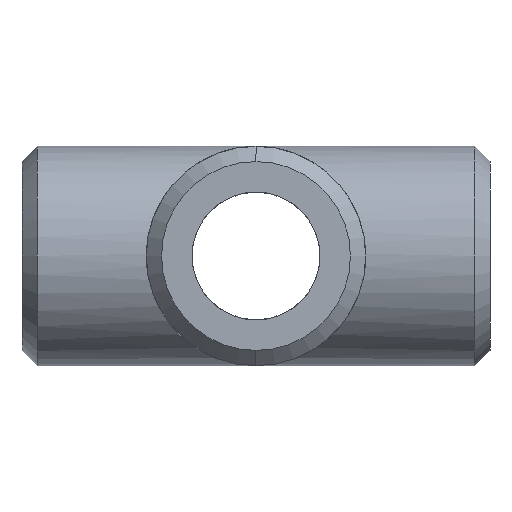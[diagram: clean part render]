
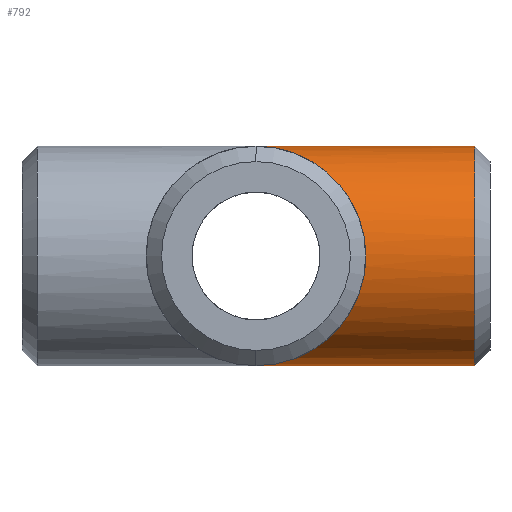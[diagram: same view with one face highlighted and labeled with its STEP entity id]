
A CAD part, left-side view. The second image highlights one B-rep face of the part: STEP entity #792.
In plain terms, the highlighted cylindrical face has radius 13.335 mm (diameter 26.67 mm), a partial arc.
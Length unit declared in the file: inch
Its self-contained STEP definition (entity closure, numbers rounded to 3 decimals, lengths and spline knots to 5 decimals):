
#2 = VECTOR ( 'NONE', #502, 39.37008 ) ;
#20 = FACE_OUTER_BOUND ( 'NONE', #515, .T. ) ;
#26 = CARTESIAN_POINT ( 'NONE',  ( 0., 0., -0.525 ) ) ;
#33 = EDGE_CURVE ( 'NONE', #673, #622, #255, .T. ) ;
#74 = CARTESIAN_POINT ( 'NONE',  ( -1.05, -1.05, 0.525 ) ) ;
#82 = CARTESIAN_POINT ( 'NONE',  ( 0., -1.047, 0.525 ) ) ;
#92 = DIRECTION ( 'NONE',  ( 0., 0., -1. ) ) ;
#111 = EDGE_CURVE ( 'NONE', #480, #673, #116, .T. ) ;
#116 = CIRCLE ( 'NONE', #730, 0.525 ) ;
#128 = CARTESIAN_POINT ( 'NONE',  ( 0., 0., 0.525 ) ) ;
#133 = VERTEX_POINT ( 'NONE', #26 ) ;
#167 =( BOUNDED_CURVE ( )  B_SPLINE_CURVE ( 3, ( #635, #332, #74, #128 ),
 .UNSPECIFIED., .F., .T. ) 
 B_SPLINE_CURVE_WITH_KNOTS ( ( 4, 4 ),
 ( 4.71239, 7.85398 ),
 .UNSPECIFIED. ) 
 CURVE ( )  GEOMETRIC_REPRESENTATION_ITEM ( )  RATIONAL_B_SPLINE_CURVE ( ( 1., 0.333, 0.333, 1. ) ) 
 REPRESENTATION_ITEM ( '' )  );
#180 = CARTESIAN_POINT ( 'NONE',  ( 0., -1.12, -0.525 ) ) ;
#181 = ORIENTED_EDGE ( 'NONE', *, *, #111, .T. ) ;
#204 = DIRECTION ( 'NONE',  ( 0., 1., 0. ) ) ;
#226 = CARTESIAN_POINT ( 'NONE',  ( 0., -1.047, -0.525 ) ) ;
#255 = LINE ( 'NONE', #737, #2 ) ;
#260 = ORIENTED_EDGE ( 'NONE', *, *, #475, .F. ) ;
#264 = EDGE_CURVE ( 'NONE', #133, #622, #167, .T. ) ;
#270 = DIRECTION ( 'NONE',  ( 0., 1., 0. ) ) ;
#293 = DIRECTION ( 'NONE',  ( 0., 1., 0. ) ) ;
#320 = CARTESIAN_POINT ( 'NONE',  ( 0., 0., 0.525 ) ) ;
#332 = CARTESIAN_POINT ( 'NONE',  ( -1.05, -1.05, -0.525 ) ) ;
#341 = CYLINDRICAL_SURFACE ( 'NONE', #558, 0.525 ) ;
#379 = ORIENTED_EDGE ( 'NONE', *, *, #33, .T. ) ;
#443 = ORIENTED_EDGE ( 'NONE', *, *, #264, .F. ) ;
#475 = EDGE_CURVE ( 'NONE', #480, #133, #482, .T. ) ;
#480 = VERTEX_POINT ( 'NONE', #226 ) ;
#482 = LINE ( 'NONE', #180, #675 ) ;
#502 = DIRECTION ( 'NONE',  ( 0., 1., 0. ) ) ;
#514 = DIRECTION ( 'NONE',  ( 0., 0., -1. ) ) ;
#515 = EDGE_LOOP ( 'NONE', ( #181, #379, #443, #260 ) ) ;
#558 = AXIS2_PLACEMENT_3D ( 'NONE', #587, #270, #514 ) ;
#585 = CARTESIAN_POINT ( 'NONE',  ( 0., -1.047, 0. ) ) ;
#587 = CARTESIAN_POINT ( 'NONE',  ( 0., -1.12, 0. ) ) ;
#622 = VERTEX_POINT ( 'NONE', #320 ) ;
#635 = CARTESIAN_POINT ( 'NONE',  ( 0., 0., -0.525 ) ) ;
#673 = VERTEX_POINT ( 'NONE', #82 ) ;
#675 = VECTOR ( 'NONE', #293, 39.37008 ) ;
#730 = AXIS2_PLACEMENT_3D ( 'NONE', #585, #204, #92 ) ;
#737 = CARTESIAN_POINT ( 'NONE',  ( 0., -1.12, 0.525 ) ) ;
#792 = ADVANCED_FACE ( 'NONE', ( #20 ), #341, .T. ) ;
